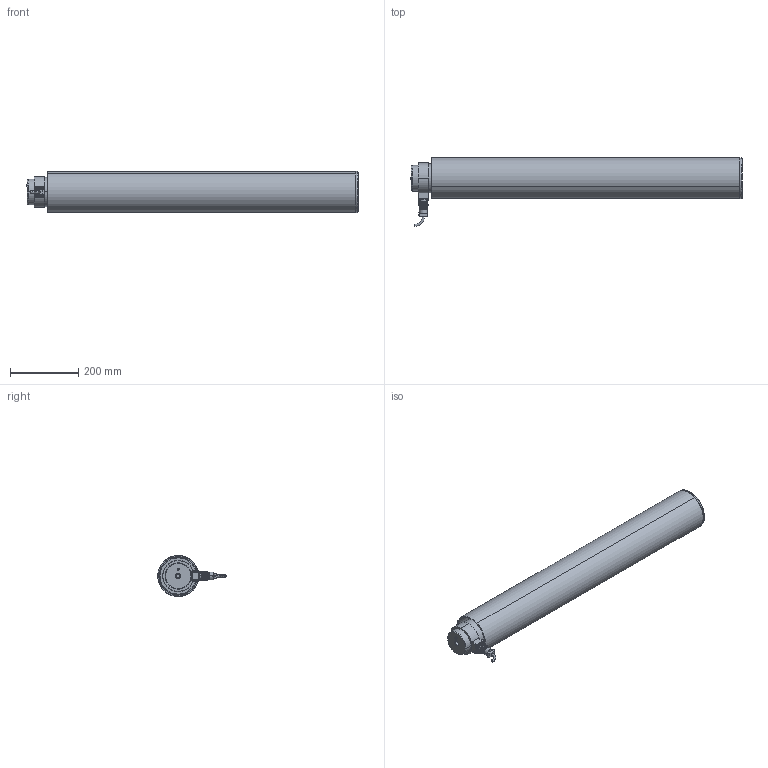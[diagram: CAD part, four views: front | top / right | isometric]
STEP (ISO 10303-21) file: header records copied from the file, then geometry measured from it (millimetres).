
FILE_DESCRIPTION (( 'STEP AP203' ), '1' );
FILE_NAME ('31102183_stp_-.step', '2020-02-21T16:34:39', ( '' ), ( '' ), 'SwSTEP 2.0', 'SolidWorks 2018', '' );
FILE_SCHEMA (( 'CONFIG_CONTROL_DESIGN' ));
Length unit declared in the file: millimetre
Products named in the file (13): 47849_01; RKL_6310_01; 47726-04_stp_01; Zyl-Schr DIN912_M3x25; 47866_01; 49399_01; FLANSCHDOSE_14S-2P_4-POLIG; 47848_H15; 49026_01; Federringe_DIN127A_M03; 31102183_stp_-; Lamellenstopfen_D_120; Spannstift_ISO13337_D06x12
Assembly tree (19 placements, depth 2):
  31102183_stp_-
    47726-04_stp_01
    47866_01
    47848_H15
    47849_01
    49026_01
    FLANSCHDOSE_14S-2P_4-POLIG
    Federringe_DIN127A_M03  x4
    Zyl-Schr DIN912_M3x25  x4
    Lamellenstopfen_D_120
    Spannstift_ISO13337_D06x12
    49399_01
    RKL_6310_01  x2
Bounding box: 970 x 200.63 x 119.95 mm (x, y, z)
Volume: 3308908.9 mm3; surface area: 1009230.4 mm2
Topology: 37 solids, 37 shells, 544 faces, 1254 edges, 790 vertices
Faces by surface type: cylinder 214, plane 154, torus 74, cone 68, sphere 32, bspline 2
Entity records: 14207 total; most frequent: CARTESIAN_POINT 2716, DIRECTION 2324, ORIENTED_EDGE 1880, AXIS2_PLACEMENT_3D 978, EDGE_CURVE 940, VERTEX_POINT 594, CIRCLE 534, EDGE_LOOP 510
